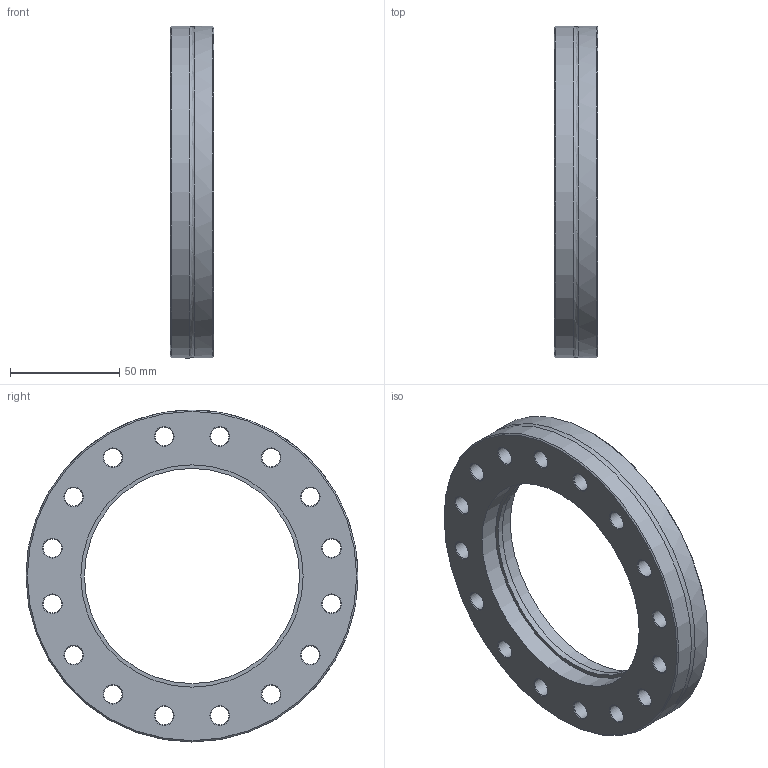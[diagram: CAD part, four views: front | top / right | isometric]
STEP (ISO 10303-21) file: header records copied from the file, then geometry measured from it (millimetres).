
FILE_DESCRIPTION (( 'STEP AP214' ), '1' );
FILE_NAME ('BS1CF100102FULLVAC.STEP', '2024-10-29T13:51:56', ( '' ), ( '' ), 'SwSTEP 2.0', 'SolidWorks 2017', '' );
FILE_SCHEMA (( 'AUTOMOTIVE_DESIGN' ));
Length unit declared in the file: millimetre
Products named in the file (1): BS1CF100102FULLVAC
Bounding box: 20 x 152 x 152 mm (x, y, z)
Volume: 176992.8 mm3; surface area: 44064.7 mm2
Topology: 1 solids, 2 shells, 73 faces, 189 edges, 121 vertices
Faces by surface type: cone 39, cylinder 23, plane 6, bspline 3, torus 2
Full cylindrical faces by diameter (mm): 8.4 x16, 98.5 x1, 101.8 x1, 102.8 x1, 108.5 x1, 152 x2
Entity records: 2438 total; most frequent: CARTESIAN_POINT 953, DIRECTION 318, ORIENTED_EDGE 192, EDGE_LOOP 174, AXIS2_PLACEMENT_3D 158, FACE_OUTER_BOUND 100, EDGE_CURVE 96, VERTEX_POINT 92
